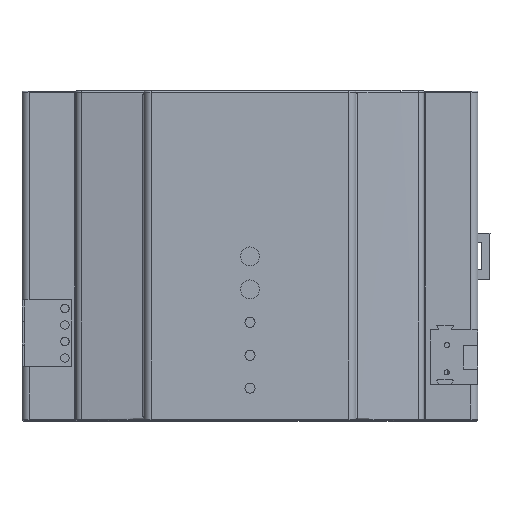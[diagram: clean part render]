
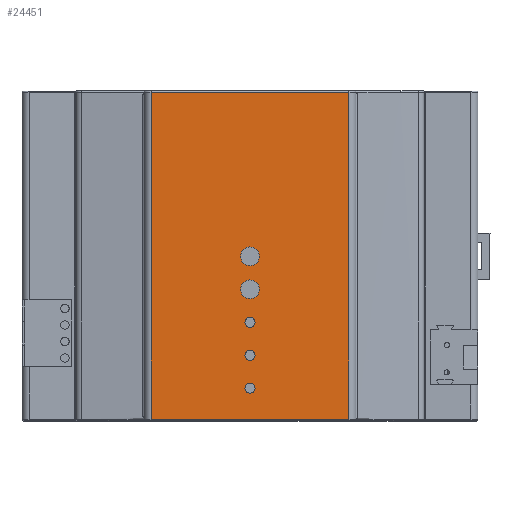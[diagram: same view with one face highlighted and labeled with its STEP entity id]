
A CAD part, top view. The second image highlights one B-rep face of the part: STEP entity #24451.
In plain terms, the highlighted planar face has unit normal (0, 0, 1).
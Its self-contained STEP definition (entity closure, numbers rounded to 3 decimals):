
#273 = ORIENTED_EDGE ( 'NONE', *, *, #461, .T. ) ;
#461 = EDGE_CURVE ( 'NONE', #6223, #28755, #25467, .T. ) ;
#646 = DIRECTION ( 'NONE',  ( 0., 0., 1. ) ) ;
#1110 = DIRECTION ( 'NONE',  ( 0., 1., 0. ) ) ;
#1627 = CARTESIAN_POINT ( 'NONE',  ( -21., 34.7, 58. ) ) ;
#2318 = VERTEX_POINT ( 'NONE', #24006 ) ;
#2542 = DIRECTION ( 'NONE',  ( 0., 0., 1. ) ) ;
#2702 = DIRECTION ( 'NONE',  ( 0., 0., 1. ) ) ;
#2954 = CARTESIAN_POINT ( 'NONE',  ( 0., 14.134, 58. ) ) ;
#3093 = AXIS2_PLACEMENT_3D ( 'NONE', #11922, #2542, #31349 ) ;
#3146 = EDGE_CURVE ( 'NONE', #34384, #23403, #18592, .T. ) ;
#3929 = VECTOR ( 'NONE', #36461, 1000. ) ;
#3998 = DIRECTION ( 'NONE',  ( 0., 0., 1. ) ) ;
#4522 = DIRECTION ( 'NONE',  ( 1., 0., 0. ) ) ;
#4540 = EDGE_CURVE ( 'NONE', #28013, #29878, #22609, .T. ) ;
#4660 = PLANE ( 'NONE',  #36254 ) ;
#5270 = DIRECTION ( 'NONE',  ( 0., 0., 1. ) ) ;
#5949 = CARTESIAN_POINT ( 'NONE',  ( 1.075, 28.134, 58. ) ) ;
#6080 = ORIENTED_EDGE ( 'NONE', *, *, #3146, .F. ) ;
#6223 = VERTEX_POINT ( 'NONE', #7327 ) ;
#6255 = DIRECTION ( 'NONE',  ( 0., 0., 1. ) ) ;
#6551 = DIRECTION ( 'NONE',  ( 1., 0., 0. ) ) ;
#6832 = EDGE_LOOP ( 'NONE', ( #34333, #20769 ) ) ;
#7094 = CARTESIAN_POINT ( 'NONE',  ( -2., 7.134, 58. ) ) ;
#7327 = CARTESIAN_POINT ( 'NONE',  ( -21., -34.7, 58. ) ) ;
#7777 = FACE_BOUND ( 'NONE', #15045, .T. ) ;
#8331 = ORIENTED_EDGE ( 'NONE', *, *, #25668, .F. ) ;
#8493 = ORIENTED_EDGE ( 'NONE', *, *, #11530, .F. ) ;
#8566 = ORIENTED_EDGE ( 'NONE', *, *, #22395, .F. ) ;
#8698 = AXIS2_PLACEMENT_3D ( 'NONE', #20493, #646, #4522 ) ;
#8899 = CARTESIAN_POINT ( 'NONE',  ( 0., 7.134, 58. ) ) ;
#8966 = CARTESIAN_POINT ( 'NONE',  ( 0., 28.134, 58. ) ) ;
#9138 = ORIENTED_EDGE ( 'NONE', *, *, #4540, .T. ) ;
#9301 = DIRECTION ( 'NONE',  ( 0., 0., 1. ) ) ;
#9715 = DIRECTION ( 'NONE',  ( 1., 0., 0. ) ) ;
#9764 = CIRCLE ( 'NONE', #3093, 2. ) ;
#10518 = VERTEX_POINT ( 'NONE', #28308 ) ;
#10664 = VECTOR ( 'NONE', #1110, 1000. ) ;
#11032 = EDGE_CURVE ( 'NONE', #38479, #10518, #34637, .T. ) ;
#11476 = EDGE_LOOP ( 'NONE', ( #33308, #9138, #40432, #273 ) ) ;
#11530 = EDGE_CURVE ( 'NONE', #40282, #36617, #26756, .T. ) ;
#11839 = DIRECTION ( 'NONE',  ( 0., 0., 1. ) ) ;
#11922 = CARTESIAN_POINT ( 'NONE',  ( 0., 0.134, 58. ) ) ;
#13329 = DIRECTION ( 'NONE',  ( 0., 0., 1. ) ) ;
#15045 = EDGE_LOOP ( 'NONE', ( #15702, #8493 ) ) ;
#15285 = AXIS2_PLACEMENT_3D ( 'NONE', #8966, #2702, #18482 ) ;
#15532 = DIRECTION ( 'NONE',  ( 0., 0., 1. ) ) ;
#15702 = ORIENTED_EDGE ( 'NONE', *, *, #38259, .F. ) ;
#15990 = CARTESIAN_POINT ( 'NONE',  ( 0., 0., 58. ) ) ;
#16414 = DIRECTION ( 'NONE',  ( 1., 0., 0. ) ) ;
#16687 = ORIENTED_EDGE ( 'NONE', *, *, #27337, .F. ) ;
#16847 = ORIENTED_EDGE ( 'NONE', *, *, #11032, .F. ) ;
#18482 = DIRECTION ( 'NONE',  ( 1., 0., 0. ) ) ;
#18592 = CIRCLE ( 'NONE', #15285, 1.075 ) ;
#19217 = CARTESIAN_POINT ( 'NONE',  ( 21., 34.7, 58. ) ) ;
#19245 = DIRECTION ( 'NONE',  ( 1., 0., 0. ) ) ;
#19314 = CARTESIAN_POINT ( 'NONE',  ( 1.075, 21.134, 58. ) ) ;
#19410 = EDGE_LOOP ( 'NONE', ( #8566, #16847 ) ) ;
#19481 = AXIS2_PLACEMENT_3D ( 'NONE', #33637, #6255, #29418 ) ;
#19621 = DIRECTION ( 'NONE',  ( 0., 0., 1. ) ) ;
#19762 = AXIS2_PLACEMENT_3D ( 'NONE', #40857, #15532, #19245 ) ;
#19973 = LINE ( 'NONE', #38871, #10664 ) ;
#19978 = CARTESIAN_POINT ( 'NONE',  ( -1.075, 14.134, 58. ) ) ;
#20417 = FACE_BOUND ( 'NONE', #27823, .T. ) ;
#20493 = CARTESIAN_POINT ( 'NONE',  ( 0., 7.134, 58. ) ) ;
#20769 = ORIENTED_EDGE ( 'NONE', *, *, #39545, .F. ) ;
#21893 = EDGE_CURVE ( 'NONE', #28755, #28013, #19973, .T. ) ;
#22100 = AXIS2_PLACEMENT_3D ( 'NONE', #8899, #9301, #27726 ) ;
#22211 = CARTESIAN_POINT ( 'NONE',  ( -1.075, 28.134, 58. ) ) ;
#22344 = CARTESIAN_POINT ( 'NONE',  ( 0., 21.134, 58. ) ) ;
#22395 = EDGE_CURVE ( 'NONE', #10518, #38479, #26549, .T. ) ;
#22397 = CARTESIAN_POINT ( 'NONE',  ( -2., 0.134, 58. ) ) ;
#22609 = LINE ( 'NONE', #34598, #33286 ) ;
#22670 = CARTESIAN_POINT ( 'NONE',  ( 1.075, 14.134, 58. ) ) ;
#22977 = CARTESIAN_POINT ( 'NONE',  ( -21., -34.7, 58. ) ) ;
#23403 = VERTEX_POINT ( 'NONE', #22211 ) ;
#23417 = EDGE_LOOP ( 'NONE', ( #6080, #25436 ) ) ;
#23495 = CIRCLE ( 'NONE', #19481, 2. ) ;
#23507 = AXIS2_PLACEMENT_3D ( 'NONE', #32387, #3998, #29298 ) ;
#23876 = EDGE_CURVE ( 'NONE', #29427, #27014, #9764, .T. ) ;
#24006 = CARTESIAN_POINT ( 'NONE',  ( -1.075, 21.134, 58. ) ) ;
#24451 = ADVANCED_FACE ( 'NONE', ( #36594, #36187, #7777, #20417, #30349, #33454 ), #4660, .T. ) ;
#24472 = DIRECTION ( 'NONE',  ( 1., 0., 0. ) ) ;
#25093 = VECTOR ( 'NONE', #9715, 1000. ) ;
#25436 = ORIENTED_EDGE ( 'NONE', *, *, #38102, .F. ) ;
#25467 = LINE ( 'NONE', #22977, #25093 ) ;
#25668 = EDGE_CURVE ( 'NONE', #2318, #26747, #36081, .T. ) ;
#26549 = CIRCLE ( 'NONE', #8698, 2. ) ;
#26747 = VERTEX_POINT ( 'NONE', #19314 ) ;
#26756 = CIRCLE ( 'NONE', #31358, 1.075 ) ;
#27014 = VERTEX_POINT ( 'NONE', #22397 ) ;
#27070 = CIRCLE ( 'NONE', #35698, 1.075 ) ;
#27318 = LINE ( 'NONE', #1627, #3929 ) ;
#27337 = EDGE_CURVE ( 'NONE', #26747, #2318, #28098, .T. ) ;
#27726 = DIRECTION ( 'NONE',  ( 1., 0., 0. ) ) ;
#27823 = EDGE_LOOP ( 'NONE', ( #16687, #8331 ) ) ;
#27863 = DIRECTION ( 'NONE',  ( 1., 0., 0. ) ) ;
#27985 = DIRECTION ( 'NONE',  ( -1., 0., 0. ) ) ;
#28013 = VERTEX_POINT ( 'NONE', #19217 ) ;
#28098 = CIRCLE ( 'NONE', #30069, 1.075 ) ;
#28308 = CARTESIAN_POINT ( 'NONE',  ( 2., 7.134, 58. ) ) ;
#28755 = VERTEX_POINT ( 'NONE', #38814 ) ;
#29298 = DIRECTION ( 'NONE',  ( 1., 0., 0. ) ) ;
#29418 = DIRECTION ( 'NONE',  ( 1., 0., 0. ) ) ;
#29427 = VERTEX_POINT ( 'NONE', #35749 ) ;
#29878 = VERTEX_POINT ( 'NONE', #37324 ) ;
#30069 = AXIS2_PLACEMENT_3D ( 'NONE', #22344, #19621, #6551 ) ;
#30349 = FACE_BOUND ( 'NONE', #23417, .T. ) ;
#31349 = DIRECTION ( 'NONE',  ( 1., 0., 0. ) ) ;
#31358 = AXIS2_PLACEMENT_3D ( 'NONE', #33776, #11839, #24472 ) ;
#32387 = CARTESIAN_POINT ( 'NONE',  ( 0., 21.134, 58. ) ) ;
#33286 = VECTOR ( 'NONE', #27985, 1000. ) ;
#33308 = ORIENTED_EDGE ( 'NONE', *, *, #21893, .T. ) ;
#33454 = FACE_OUTER_BOUND ( 'NONE', #11476, .T. ) ;
#33637 = CARTESIAN_POINT ( 'NONE',  ( 0., 0.134, 58. ) ) ;
#33776 = CARTESIAN_POINT ( 'NONE',  ( 0., 14.134, 58. ) ) ;
#34333 = ORIENTED_EDGE ( 'NONE', *, *, #23876, .F. ) ;
#34384 = VERTEX_POINT ( 'NONE', #5949 ) ;
#34598 = CARTESIAN_POINT ( 'NONE',  ( 21., 34.7, 58. ) ) ;
#34637 = CIRCLE ( 'NONE', #22100, 2. ) ;
#35698 = AXIS2_PLACEMENT_3D ( 'NONE', #2954, #13329, #16414 ) ;
#35749 = CARTESIAN_POINT ( 'NONE',  ( 2., 0.134, 58. ) ) ;
#36081 = CIRCLE ( 'NONE', #23507, 1.075 ) ;
#36187 = FACE_BOUND ( 'NONE', #19410, .T. ) ;
#36254 = AXIS2_PLACEMENT_3D ( 'NONE', #15990, #5270, #27863 ) ;
#36461 = DIRECTION ( 'NONE',  ( 0., -1., 0. ) ) ;
#36594 = FACE_BOUND ( 'NONE', #6832, .T. ) ;
#36617 = VERTEX_POINT ( 'NONE', #22670 ) ;
#37324 = CARTESIAN_POINT ( 'NONE',  ( -21., 34.7, 58. ) ) ;
#37646 = CIRCLE ( 'NONE', #19762, 1.075 ) ;
#38102 = EDGE_CURVE ( 'NONE', #23403, #34384, #37646, .T. ) ;
#38259 = EDGE_CURVE ( 'NONE', #36617, #40282, #27070, .T. ) ;
#38479 = VERTEX_POINT ( 'NONE', #7094 ) ;
#38814 = CARTESIAN_POINT ( 'NONE',  ( 21., -34.7, 58. ) ) ;
#38871 = CARTESIAN_POINT ( 'NONE',  ( 21., -34.7, 58. ) ) ;
#39545 = EDGE_CURVE ( 'NONE', #27014, #29427, #23495, .T. ) ;
#40282 = VERTEX_POINT ( 'NONE', #19978 ) ;
#40432 = ORIENTED_EDGE ( 'NONE', *, *, #40919, .T. ) ;
#40857 = CARTESIAN_POINT ( 'NONE',  ( 0., 28.134, 58. ) ) ;
#40919 = EDGE_CURVE ( 'NONE', #29878, #6223, #27318, .T. ) ;
